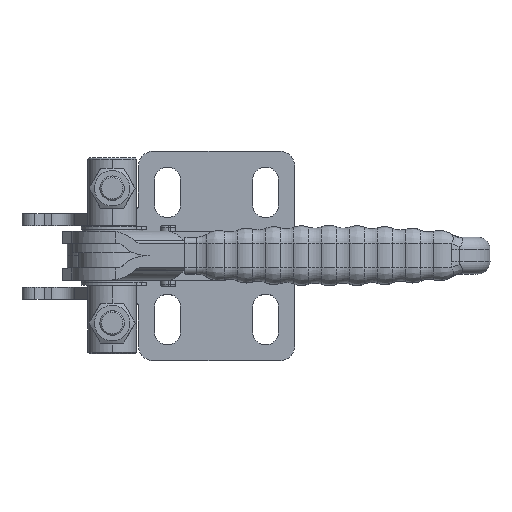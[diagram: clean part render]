
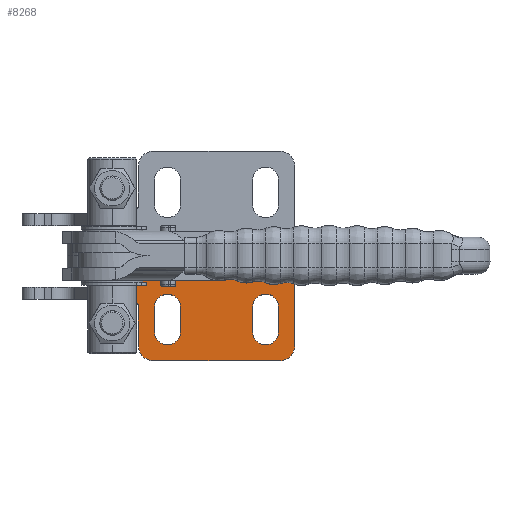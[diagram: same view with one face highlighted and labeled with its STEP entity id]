
A CAD part, top view. The second image highlights one B-rep face of the part: STEP entity #8268.
In plain terms, the highlighted planar face has unit normal (0, 0, 1).
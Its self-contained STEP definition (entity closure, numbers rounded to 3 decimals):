
#288=FACE_BOUND('',#1283,.T.);
#289=FACE_BOUND('',#1284,.T.);
#601=PLANE('',#8952);
#780=FACE_OUTER_BOUND('',#1282,.T.);
#1282=EDGE_LOOP('',(#5722,#5723,#5724,#5725,#5726,#5727,#5728,#5729));
#1283=EDGE_LOOP('',(#5730,#5731,#5732,#5733));
#1284=EDGE_LOOP('',(#5734,#5735,#5736,#5737));
#1835=LINE('',#12997,#2376);
#1847=LINE('',#13033,#2388);
#1851=LINE('',#13042,#2392);
#1857=LINE('',#13062,#2398);
#1861=LINE('',#13074,#2402);
#1866=LINE('',#13087,#2407);
#1869=LINE('',#13098,#2410);
#1874=LINE('',#13111,#2415);
#1875=LINE('',#13116,#2416);
#2376=VECTOR('',#10069,10.);
#2388=VECTOR('',#10113,10.);
#2392=VECTOR('',#10119,10.);
#2398=VECTOR('',#10139,10.);
#2402=VECTOR('',#10151,10.);
#2407=VECTOR('',#10164,10.);
#2410=VECTOR('',#10175,10.);
#2415=VECTOR('',#10188,10.);
#2416=VECTOR('',#10197,10.);
#2907=CIRCLE('',#8928,2.);
#2908=CIRCLE('',#8930,5.);
#2910=CIRCLE('',#8934,5.);
#2913=CIRCLE('',#8939,4.25);
#2915=CIRCLE('',#8943,4.25);
#2917=CIRCLE('',#8947,4.25);
#2919=CIRCLE('',#8951,4.25);
#3505=VERTEX_POINT('',#12798);
#3511=VERTEX_POINT('',#12996);
#3519=VERTEX_POINT('',#13032);
#3521=VERTEX_POINT('',#13038);
#3523=VERTEX_POINT('',#13041);
#3526=VERTEX_POINT('',#13049);
#3527=VERTEX_POINT('',#13053);
#3529=VERTEX_POINT('',#13059);
#3533=VERTEX_POINT('',#13071);
#3534=VERTEX_POINT('',#13073);
#3536=VERTEX_POINT('',#13079);
#3538=VERTEX_POINT('',#13085);
#3541=VERTEX_POINT('',#13095);
#3542=VERTEX_POINT('',#13097);
#3544=VERTEX_POINT('',#13103);
#3546=VERTEX_POINT('',#13109);
#4319=EDGE_CURVE('',#3511,#3505,#1835,.T.);
#4337=EDGE_CURVE('',#3511,#3519,#1847,.T.);
#4341=EDGE_CURVE('',#3521,#3523,#1851,.T.);
#4345=EDGE_CURVE('',#3523,#3526,#2907,.T.);
#4347=EDGE_CURVE('',#3527,#3521,#2908,.T.);
#4351=EDGE_CURVE('',#3529,#3527,#1857,.T.);
#4353=EDGE_CURVE('',#3519,#3529,#2910,.T.);
#4357=EDGE_CURVE('',#3534,#3533,#1861,.T.);
#4361=EDGE_CURVE('',#3533,#3536,#2913,.T.);
#4364=EDGE_CURVE('',#3536,#3538,#1866,.T.);
#4366=EDGE_CURVE('',#3538,#3534,#2915,.T.);
#4369=EDGE_CURVE('',#3542,#3541,#1869,.T.);
#4373=EDGE_CURVE('',#3541,#3544,#2917,.T.);
#4376=EDGE_CURVE('',#3544,#3546,#1874,.T.);
#4378=EDGE_CURVE('',#3546,#3542,#2919,.T.);
#4379=EDGE_CURVE('',#3526,#3505,#1875,.T.);
#5722=ORIENTED_EDGE('',*,*,#4319,.T.);
#5723=ORIENTED_EDGE('',*,*,#4379,.F.);
#5724=ORIENTED_EDGE('',*,*,#4345,.F.);
#5725=ORIENTED_EDGE('',*,*,#4341,.F.);
#5726=ORIENTED_EDGE('',*,*,#4347,.F.);
#5727=ORIENTED_EDGE('',*,*,#4351,.F.);
#5728=ORIENTED_EDGE('',*,*,#4353,.F.);
#5729=ORIENTED_EDGE('',*,*,#4337,.F.);
#5730=ORIENTED_EDGE('',*,*,#4366,.T.);
#5731=ORIENTED_EDGE('',*,*,#4357,.T.);
#5732=ORIENTED_EDGE('',*,*,#4361,.T.);
#5733=ORIENTED_EDGE('',*,*,#4364,.T.);
#5734=ORIENTED_EDGE('',*,*,#4378,.T.);
#5735=ORIENTED_EDGE('',*,*,#4369,.T.);
#5736=ORIENTED_EDGE('',*,*,#4373,.T.);
#5737=ORIENTED_EDGE('',*,*,#4376,.T.);
#8268=ADVANCED_FACE('',(#780,#288,#289),#601,.T.);
#8928=AXIS2_PLACEMENT_3D('',#13050,#10126,#10127);
#8930=AXIS2_PLACEMENT_3D('',#13054,#10131,#10132);
#8934=AXIS2_PLACEMENT_3D('',#13065,#10143,#10144);
#8939=AXIS2_PLACEMENT_3D('',#13081,#10158,#10159);
#8943=AXIS2_PLACEMENT_3D('',#13090,#10169,#10170);
#8947=AXIS2_PLACEMENT_3D('',#13105,#10182,#10183);
#8951=AXIS2_PLACEMENT_3D('',#13114,#10193,#10194);
#8952=AXIS2_PLACEMENT_3D('',#13115,#10195,#10196);
#10069=DIRECTION('',(-1.,0.,0.));
#10113=DIRECTION('',(0.,-1.,0.));
#10119=DIRECTION('',(0.,1.,0.));
#10126=DIRECTION('center_axis',(0.,0.,
1.));
#10127=DIRECTION('ref_axis',(0.954,0.301,0.));
#10131=DIRECTION('center_axis',(0.,0.,
-1.));
#10132=DIRECTION('ref_axis',(-0.707,-0.707,0.));
#10139=DIRECTION('',(-1.,0.,0.));
#10143=DIRECTION('center_axis',(0.,0.,
-1.));
#10144=DIRECTION('ref_axis',(0.707,-0.707,0.));
#10151=DIRECTION('',(0.,1.,0.));
#10158=DIRECTION('center_axis',(0.,0.,
-1.));
#10159=DIRECTION('ref_axis',(1.,0.,0.));
#10164=DIRECTION('',(0.,-1.,0.));
#10169=DIRECTION('center_axis',(0.,0.,
-1.));
#10170=DIRECTION('ref_axis',(-1.,0.,0.));
#10175=DIRECTION('',(0.,1.,0.));
#10182=DIRECTION('center_axis',(0.,0.,
-1.));
#10183=DIRECTION('ref_axis',(1.,0.,0.));
#10188=DIRECTION('',(0.,-1.,0.));
#10193=DIRECTION('center_axis',(0.,0.,
-1.));
#10194=DIRECTION('ref_axis',(-1.,0.,0.));
#10195=DIRECTION('center_axis',(0.,0.,
1.));
#10196=DIRECTION('ref_axis',(1.,0.,0.));
#10197=DIRECTION('',(-0.574,0.819,0.));
#12798=CARTESIAN_POINT('',(-38.018,-3.667,-15.39));
#12996=CARTESIAN_POINT('',(20.625,-3.667,-15.39));
#12997=CARTESIAN_POINT('',(-28.966,-3.667,-15.39));
#13032=CARTESIAN_POINT('',(20.625,-27.887,-15.39));
#13033=CARTESIAN_POINT('',(20.625,0.668,-15.39));
#13038=CARTESIAN_POINT('',(-30.375,-27.887,-15.39));
#13041=CARTESIAN_POINT('',(-30.375,-15.213,-15.39));
#13042=CARTESIAN_POINT('',(-30.375,-32.887,-15.39));
#13049=CARTESIAN_POINT('',(-30.737,-14.066,-15.39));
#13050=CARTESIAN_POINT('Origin',(-32.375,-15.213,-15.39));
#13053=CARTESIAN_POINT('',(-25.375,-32.887,-15.39));
#13054=CARTESIAN_POINT('Origin',(-25.375,-27.887,-15.39));
#13059=CARTESIAN_POINT('',(15.625,-32.887,-15.39));
#13062=CARTESIAN_POINT('',(20.625,-32.887,-15.39));
#13065=CARTESIAN_POINT('Origin',(15.625,-27.887,-15.39));
#13071=CARTESIAN_POINT('',(6.875,-15.387,-15.39));
#13073=CARTESIAN_POINT('',(6.875,-23.387,-15.39));
#13074=CARTESIAN_POINT('',(6.875,-1.146,-15.39));
#13079=CARTESIAN_POINT('',(15.375,-15.387,-15.39));
#13081=CARTESIAN_POINT('Origin',(11.125,-15.387,-15.39));
#13085=CARTESIAN_POINT('',(15.375,-23.387,-15.39));
#13087=CARTESIAN_POINT('',(15.375,-5.146,-15.39));
#13090=CARTESIAN_POINT('Origin',(11.125,-23.387,-15.39));
#13095=CARTESIAN_POINT('',(-25.125,-15.387,-15.39));
#13097=CARTESIAN_POINT('',(-25.125,-23.387,-15.39));
#13098=CARTESIAN_POINT('',(-25.125,-1.146,-15.39));
#13103=CARTESIAN_POINT('',(-16.625,-15.387,-15.39));
#13105=CARTESIAN_POINT('Origin',(-20.875,-15.387,-15.39));
#13109=CARTESIAN_POINT('',(-16.625,-23.387,-15.39));
#13111=CARTESIAN_POINT('',(-16.625,-5.146,-15.39));
#13114=CARTESIAN_POINT('Origin',(-20.875,-23.387,-15.39));
#13115=CARTESIAN_POINT('Origin',(-19.914,13.095,-15.39));
#13116=CARTESIAN_POINT('',(-41.054,0.668,-15.39));
